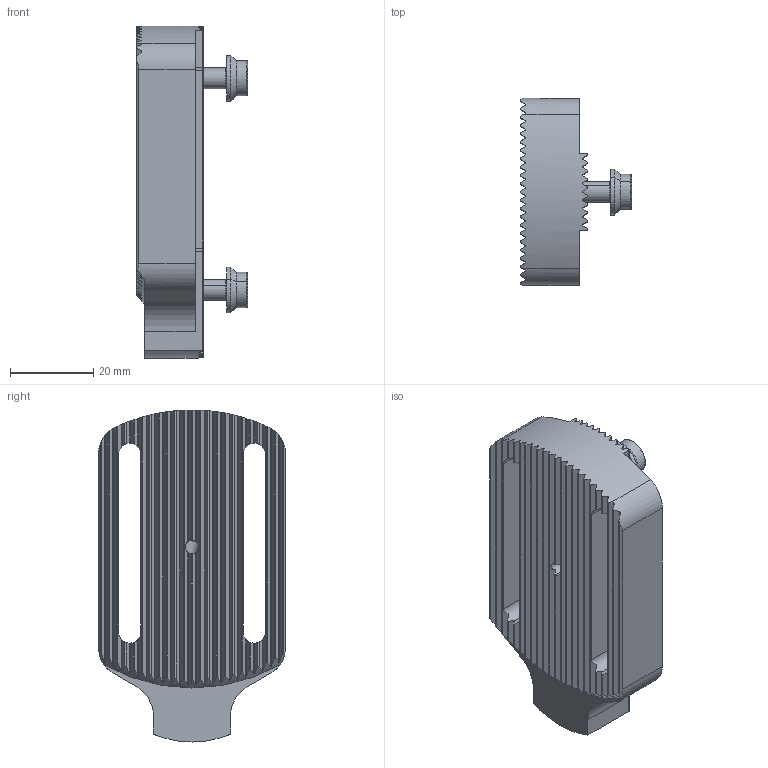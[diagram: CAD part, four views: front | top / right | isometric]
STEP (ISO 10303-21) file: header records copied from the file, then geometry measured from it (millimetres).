
FILE_DESCRIPTION (( 'STEP AP214' ), '1' );
FILE_NAME ('MH1.BV2.K01.015.STEP', '2023-08-23T13:27:17', ( '' ), ( '' ), 'SwSTEP 2.0', 'SolidWorks 2017', '' );
FILE_SCHEMA (( 'AUTOMOTIVE_DESIGN' ));
Length unit declared in the file: millimetre
Products named in the file (4): ISO 4026 - M4 x 5; MH1.BV2.K01.015; BN 1392 - M5 x 16; MH1-BV2.K01.015_C
Assembly tree (4 placements, depth 2):
  MH1.BV2.K01.015
    MH1-BV2.K01.015_C
    BN 1392 - M5 x 16  x2
    ISO 4026 - M4 x 5
Bounding box: 26.78 x 45 x 80 mm (x, y, z)
Volume: 33128.5 mm3; surface area: 16318.6 mm2
Topology: 4 solids, 4 shells, 582 faces, 1575 edges, 1008 vertices
Faces by surface type: plane 363, cylinder 118, bspline 58, cone 35, torus 8
Entity records: 24229 total; most frequent: CARTESIAN_POINT 8716, ORIENTED_EDGE 3002, DIRECTION 2232, EDGE_CURVE 1501, VERTEX_POINT 971, LINE 850, VECTOR 850, AXIS2_PLACEMENT_3D 691
